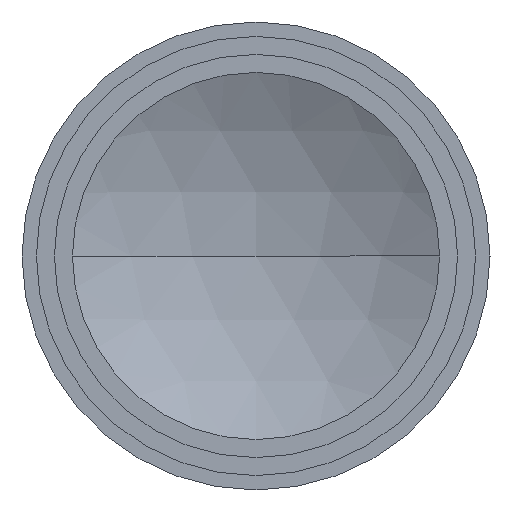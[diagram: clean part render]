
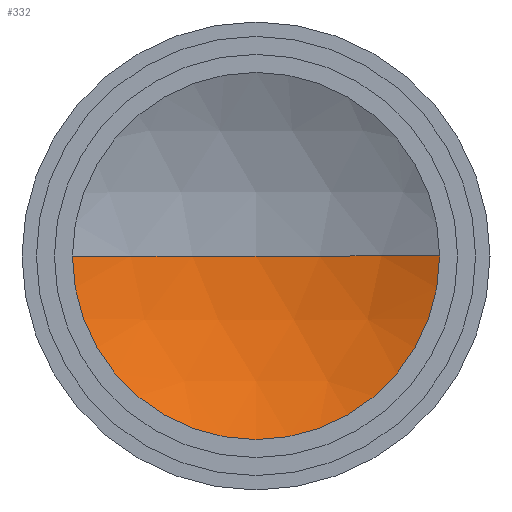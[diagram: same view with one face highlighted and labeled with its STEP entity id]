
A CAD part, left-side view. The second image highlights one B-rep face of the part: STEP entity #332.
In plain terms, the highlighted spherical face has radius 2.692 mm.
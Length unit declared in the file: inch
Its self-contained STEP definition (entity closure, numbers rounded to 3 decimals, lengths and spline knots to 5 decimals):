
#37 = CIRCLE ( 'NONE', #205, 0.051 ) ;
#41 = FACE_OUTER_BOUND ( 'NONE', #415, .T. ) ;
#52 = AXIS2_PLACEMENT_3D ( 'NONE', #271, #72, #307 ) ;
#72 = DIRECTION ( 'NONE',  ( 0., 0., -1. ) ) ;
#73 = EDGE_CURVE ( 'NONE', #344, #137, #37, .T. ) ;
#85 = DIRECTION ( 'NONE',  ( 0., 0., 1. ) ) ;
#119 = CARTESIAN_POINT ( 'NONE',  ( -0.75, -0.051, 0. ) ) ;
#137 = VERTEX_POINT ( 'NONE', #323 ) ;
#144 = CIRCLE ( 'NONE', #52, 0.106 ) ;
#146 = AXIS2_PLACEMENT_3D ( 'NONE', #397, #192, #431 ) ;
#148 = CARTESIAN_POINT ( 'NONE',  ( -0.75, 0., 0. ) ) ;
#150 = ORIENTED_EDGE ( 'NONE', *, *, #73, .F. ) ;
#181 = DIRECTION ( 'NONE',  ( 0., 0., -1. ) ) ;
#192 = DIRECTION ( 'NONE',  ( 0., 0., 1. ) ) ;
#196 = CIRCLE ( 'NONE', #146, 0.106 ) ;
#205 = AXIS2_PLACEMENT_3D ( 'NONE', #148, #389, #181 ) ;
#254 = CARTESIAN_POINT ( 'NONE',  ( -0.84292, 0., 0. ) ) ;
#271 = CARTESIAN_POINT ( 'NONE',  ( -0.84292, 0., 0. ) ) ;
#273 = ORIENTED_EDGE ( 'NONE', *, *, #405, .T. ) ;
#277 = EDGE_CURVE ( 'NONE', #137, #394, #144, .T. ) ;
#281 = ORIENTED_EDGE ( 'NONE', *, *, #277, .F. ) ;
#307 = DIRECTION ( 'NONE',  ( -1., 0., 0. ) ) ;
#313 = SPHERICAL_SURFACE ( 'NONE', #404, 0.106 ) ;
#323 = CARTESIAN_POINT ( 'NONE',  ( -0.75, 0.051, 0. ) ) ;
#327 = DIRECTION ( 'NONE',  ( 0., 1., 0. ) ) ;
#330 = CARTESIAN_POINT ( 'NONE',  ( -0.73692, 0., 0. ) ) ;
#332 = ADVANCED_FACE ( 'NONE', ( #41 ), #313, .F. ) ;
#344 = VERTEX_POINT ( 'NONE', #119 ) ;
#389 = DIRECTION ( 'NONE',  ( 1., 0., 0. ) ) ;
#394 = VERTEX_POINT ( 'NONE', #330 ) ;
#397 = CARTESIAN_POINT ( 'NONE',  ( -0.84292, 0., 0. ) ) ;
#404 = AXIS2_PLACEMENT_3D ( 'NONE', #254, #85, #327 ) ;
#405 = EDGE_CURVE ( 'NONE', #344, #394, #196, .T. ) ;
#415 = EDGE_LOOP ( 'NONE', ( #150, #273, #281 ) ) ;
#431 = DIRECTION ( 'NONE',  ( 0., -1., 0. ) ) ;
